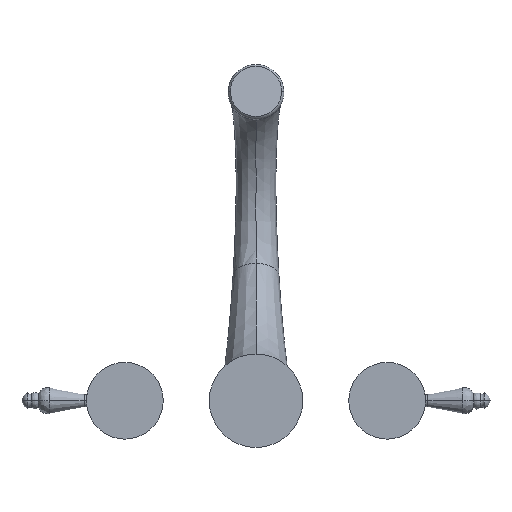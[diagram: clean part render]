
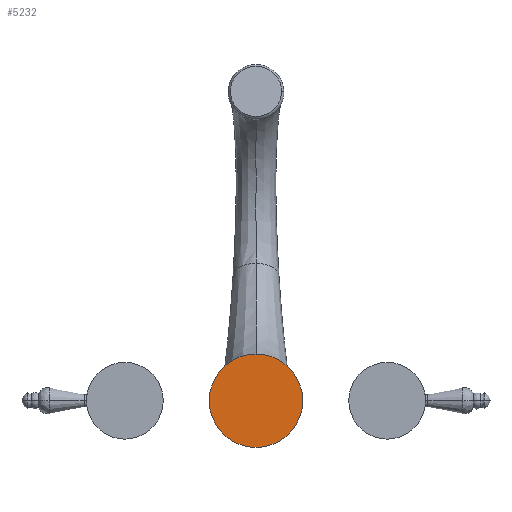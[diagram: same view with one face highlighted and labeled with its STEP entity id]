
A CAD part, front view. The second image highlights one B-rep face of the part: STEP entity #5232.
In plain terms, the highlighted planar face has unit normal (0, -1, 0).
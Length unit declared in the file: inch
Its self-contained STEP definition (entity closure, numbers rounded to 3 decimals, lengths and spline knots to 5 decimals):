
#4250=CARTESIAN_POINT('',(0.,0.,0.));
#4251=DIRECTION('',(0.,1.,0.));
#4252=DIRECTION('',(1.,0.,0.));
#4253=AXIS2_PLACEMENT_3D('',#4250,#4251,#4252);
#4255=CARTESIAN_POINT('',(0.,0.,0.));
#4256=DIRECTION('',(0.,-1.,0.));
#4257=DIRECTION('',(1.,0.,0.));
#4258=AXIS2_PLACEMENT_3D('',#4255,#4256,#4257);
#4260=CARTESIAN_POINT('',(1.425,0.,0.));
#4262=VERTEX_POINT('',#4260);
#4264=CARTESIAN_POINT('',(-1.425,0.,0.));
#4266=VERTEX_POINT('',#4264);
#5223=CARTESIAN_POINT('',(0.,0.,0.));
#5224=DIRECTION('',(0.,-1.,0.));
#5225=DIRECTION('',(-1.,0.,0.));
#5226=AXIS2_PLACEMENT_3D('',#5223,#5224,#5225);
#5227=PLANE('',#5226);
#5228=ORIENTED_EDGE('',*,*,#5216,.F.);
#5229=ORIENTED_EDGE('',*,*,#5205,.T.);
#5230=EDGE_LOOP('',(#5228,#5229));
#5231=FACE_OUTER_BOUND('',#5230,.F.);
#5232=ADVANCED_FACE('',(#5231),#5227,.T.);
#4254=CIRCLE('',#4253,1.425);
#4259=CIRCLE('',#4258,1.425);
#5205=EDGE_CURVE('',#4262,#4266,#4254,.T.);
#5216=EDGE_CURVE('',#4262,#4266,#4259,.T.);
